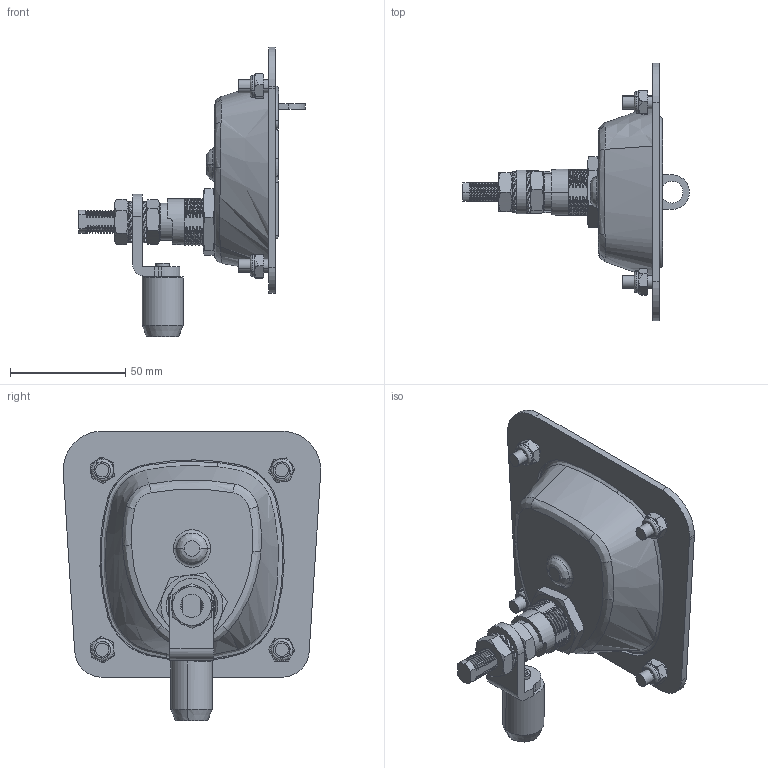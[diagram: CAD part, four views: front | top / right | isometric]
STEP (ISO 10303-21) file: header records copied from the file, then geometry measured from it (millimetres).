
FILE_DESCRIPTION (( 'STEP AP214' ), '1' );
FILE_NAME ('214.12.00.02.1.STEP', '2021-08-03T05:52:14', ( 'Mesan_IT' ), ( '' ), 'SwSTEP 2.0', 'SolidWorks 2019', '' );
FILE_SCHEMA (( 'AUTOMOTIVE_DESIGN' ));
Length unit declared in the file: millimetre
Products named in the file (5): 214.12.00.00.1; CC=02; 214.12.00.02.1
Assembly tree (2 placements, depth 2):
  214.12.00.00.1
  CC=02
  214.12.00.02.1
    214.12.00.00.1
    CC=02
Bounding box: 98.53 x 111.97 x 125.93 mm (x, y, z)
Volume: 80138.5 mm3; surface area: 80309.7 mm2
Topology: 39 solids, 39 shells, 1861 faces, 4854 edges, 3108 vertices
Faces by surface type: bspline 609, plane 560, cylinder 481, cone 176, torus 29, sphere 6
Entity records: 91628 total; most frequent: CARTESIAN_POINT 50912, ORIENTED_EDGE 9664, DIRECTION 6715, EDGE_CURVE 4832, VERTEX_POINT 3108, AXIS2_PLACEMENT_3D 2426, EDGE_LOOP 2006, VECTOR 1863
